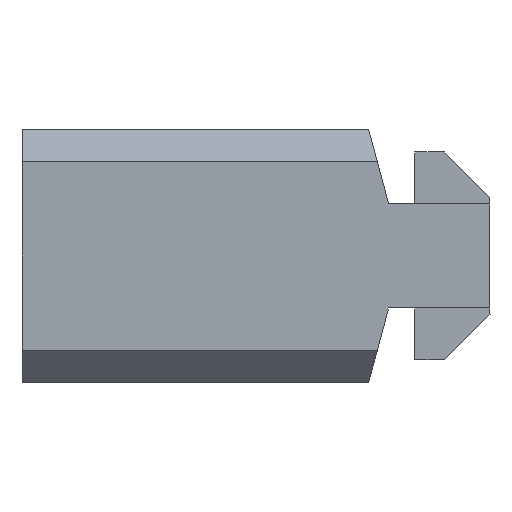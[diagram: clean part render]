
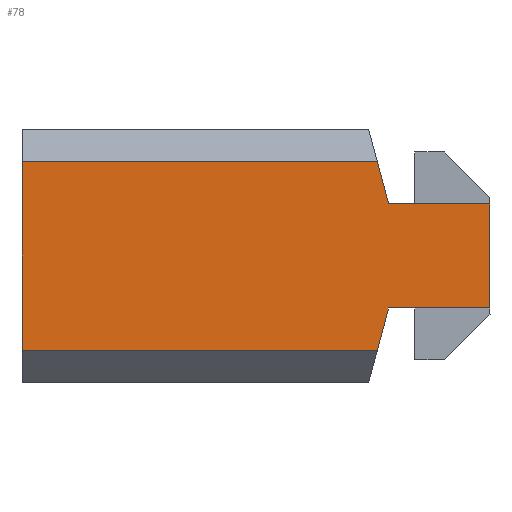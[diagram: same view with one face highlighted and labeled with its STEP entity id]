
A CAD part, front view. The second image highlights one B-rep face of the part: STEP entity #78.
In plain terms, the highlighted planar face has unit normal (0, -1, 0).
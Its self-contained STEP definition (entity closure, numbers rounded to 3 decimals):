
#78=ADVANCED_FACE('',(#163),#164,.T.);
#163=FACE_OUTER_BOUND('',#252,.T.);
#164=PLANE('',#253);
#252=EDGE_LOOP('',(#429,#430,#431,#432,#433,#434,#435,#436));
#253=AXIS2_PLACEMENT_3D('',#437,#438,#439);
#429=ORIENTED_EDGE('',*,*,#619,.T.);
#430=ORIENTED_EDGE('',*,*,#620,.F.);
#431=ORIENTED_EDGE('',*,*,#621,.F.);
#432=ORIENTED_EDGE('',*,*,#622,.T.);
#433=ORIENTED_EDGE('',*,*,#617,.T.);
#434=ORIENTED_EDGE('',*,*,#610,.F.);
#435=ORIENTED_EDGE('',*,*,#573,.F.);
#436=ORIENTED_EDGE('',*,*,#591,.T.);
#437=CARTESIAN_POINT('',(9.8,-10.0,-7.975));
#438=DIRECTION('',(0.,-1.0,0.));
#439=DIRECTION('',(0.,0.0,1.0));
#573=EDGE_CURVE('',#689,#691,#692,.T.);
#591=EDGE_CURVE('',#689,#716,#718,.T.);
#610=EDGE_CURVE('',#691,#746,#747,.T.);
#617=EDGE_CURVE('',#750,#746,#758,.T.);
#619=EDGE_CURVE('',#716,#760,#761,.T.);
#620=EDGE_CURVE('',#762,#760,#763,.T.);
#621=EDGE_CURVE('',#764,#762,#765,.T.);
#622=EDGE_CURVE('',#764,#750,#766,.T.);
#689=VERTEX_POINT('',#857);
#691=VERTEX_POINT('',#860);
#692=LINE('',#861,#862);
#716=VERTEX_POINT('',#897);
#718=LINE('',#900,#901);
#746=VERTEX_POINT('',#941);
#747=LINE('',#942,#943);
#750=VERTEX_POINT('',#947);
#758=LINE('',#959,#960);
#760=VERTEX_POINT('',#962);
#761=LINE('',#963,#964);
#762=VERTEX_POINT('',#965);
#763=LINE('',#966,#967);
#764=VERTEX_POINT('',#968);
#765=LINE('',#969,#970);
#766=LINE('',#971,#972);
#857=CARTESIAN_POINT('',(8.,-10.0,4.));
#860=CARTESIAN_POINT('',(8.,-10.0,-4.));
#861=CARTESIAN_POINT('',(8.,-10.0,4.));
#862=VECTOR('',#1052,8.0);
#897=CARTESIAN_POINT('',(0.2,-10.0,4.));
#900=CARTESIAN_POINT('',(8.,-10.0,4.));
#901=VECTOR('',#1065,7.8);
#941=CARTESIAN_POINT('',(0.2,-10.0,-4.));
#942=CARTESIAN_POINT('',(8.,-10.0,-4.));
#943=VECTOR('',#1084,7.8);
#947=CARTESIAN_POINT('',(-0.671,-10.0,-7.25));
#959=CARTESIAN_POINT('',(-0.671,-10.0,-7.25));
#960=VECTOR('',#1090,3.365);
#962=CARTESIAN_POINT('',(-0.671,-10.0,7.25));
#963=CARTESIAN_POINT('',(0.2,-10.0,4.));
#964=VECTOR('',#1091,3.365);
#965=CARTESIAN_POINT('',(-28.,-10.0,7.25));
#966=CARTESIAN_POINT('',(-28.,-10.0,7.25));
#967=VECTOR('',#1092,27.329);
#968=CARTESIAN_POINT('',(-28.,-10.0,-7.25));
#969=CARTESIAN_POINT('',(-28.,-10.0,-7.25));
#970=VECTOR('',#1093,14.5);
#971=CARTESIAN_POINT('',(-28.,-10.0,-7.25));
#972=VECTOR('',#1094,27.329);
#1052=DIRECTION('',(0.,-0.0,-1.0));
#1065=DIRECTION('',(-1.0,0.,0.));
#1084=DIRECTION('',(-1.0,0.,0.));
#1090=DIRECTION('',(0.259,0.,0.966));
#1091=DIRECTION('',(-0.259,0.,0.966));
#1092=DIRECTION('',(1.0,0.,0.));
#1093=DIRECTION('',(0.,0.0,1.0));
#1094=DIRECTION('',(1.0,0.,0.));
